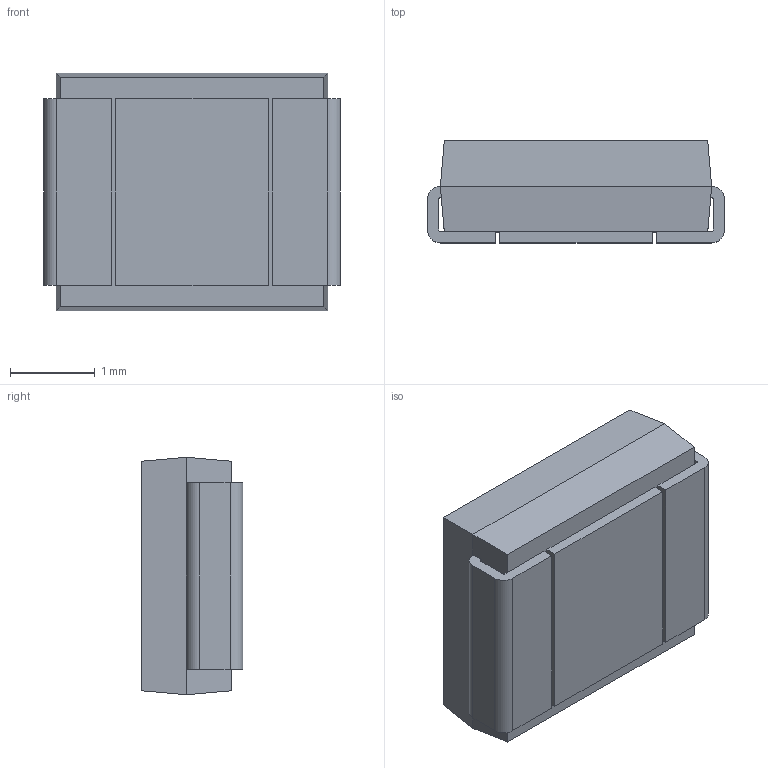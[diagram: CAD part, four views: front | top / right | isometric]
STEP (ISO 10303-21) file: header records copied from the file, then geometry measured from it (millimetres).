
FILE_DESCRIPTION (( 'STEP AP214' ), '1' );
FILE_NAME ('T490T107M006ATE1K0.STEP', '2021-10-21T20:19:07', ( '' ), ( '' ), 'SwSTEP 2.0', 'SolidWorks 2020', '' );
FILE_SCHEMA (( 'AUTOMOTIVE_DESIGN' ));
Length unit declared in the file: millimetre
Products named in the file (1): T490T107M006ATE1K0
Bounding box: 3.5 x 1.2 x 2.8 mm (x, y, z)
Volume: 10.5 mm3; surface area: 51.7 mm2
Topology: 5 solids, 5 shells, 77 faces, 184 edges, 120 vertices
Faces by surface type: plane 63, cylinder 14
Entity records: 2272 total; most frequent: CARTESIAN_POINT 382, ORIENTED_EDGE 368, DIRECTION 368, EDGE_CURVE 184, VECTOR 156, LINE 156, VERTEX_POINT 120, AXIS2_PLACEMENT_3D 106
